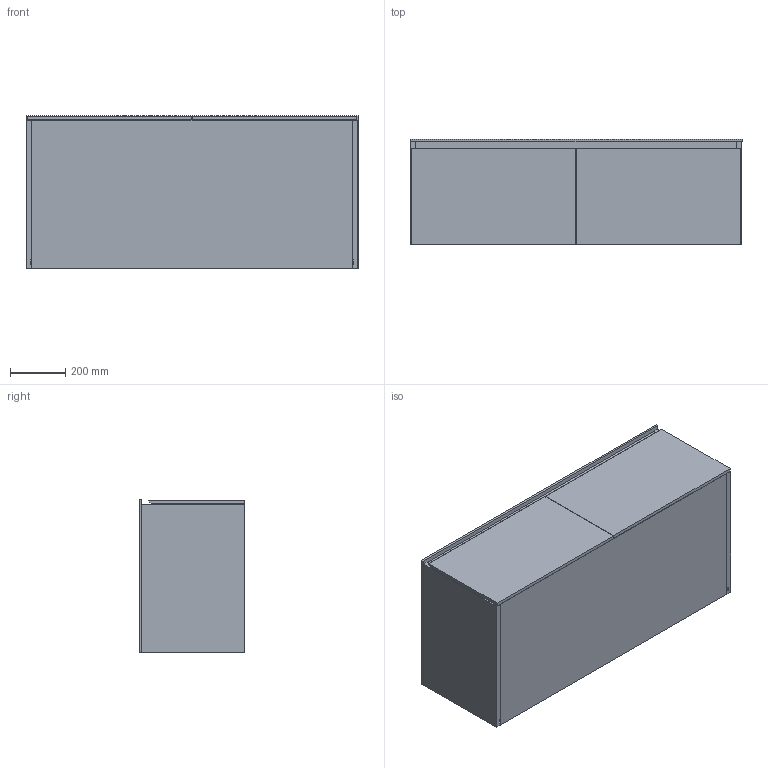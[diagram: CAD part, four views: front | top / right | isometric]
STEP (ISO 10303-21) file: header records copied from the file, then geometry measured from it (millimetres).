
FILE_DESCRIPTION (( 'STEP AP214' ), '1' );
FILE_NAME ('WP1200375-2AUSNCUL-A.STEP', '2020-08-05T13:30:51', ( 'User' ), ( '' ), 'SwSTEP 2.0', 'SolidWorks 2019', '' );
FILE_SCHEMA (( 'AUTOMOTIVE_DESIGN' ));
Length unit declared in the file: millimetre
Products named in the file (5): WP1200375-2AUSNCUL-A; WP 1200375-2AUSNCUL-A_wt_Mit Hahnloch ohne šberlauf; WP 1200375-2AUSNCUL-A_wt; WP 1200375-2AUSNCUL-A_us_MDF lackiert<Wie bearbeitet>; WP 1200375-2AUSNCUL-A_us
Assembly tree (2 placements, depth 2):
  WP1200375-2AUSNCUL-A
    WP 1200375-2AUSNCUL-A_wt_Mit Hahnloch ohne šberlauf
    WP 1200375-2AUSNCUL-A_us_MDF lackiert<Wie bearbeitet>
  WP 1200375-2AUSNCUL-A_wt
  WP 1200375-2AUSNCUL-A_us
Bounding box: 1200 x 382 x 550 mm (x, y, z)
Volume: 53502770.7 mm3; surface area: 7375049 mm2
Topology: 19 solids, 19 shells, 201 faces, 485 edges, 323 vertices
Faces by surface type: plane 167, cylinder 24, bspline 10
Entity records: 58769 total; most frequent: CARTESIAN_POINT 53768, ORIENTED_EDGE 970, DIRECTION 892, EDGE_CURVE 485, LINE 410, VECTOR 410, VERTEX_POINT 323, AXIS2_PLACEMENT_3D 241
